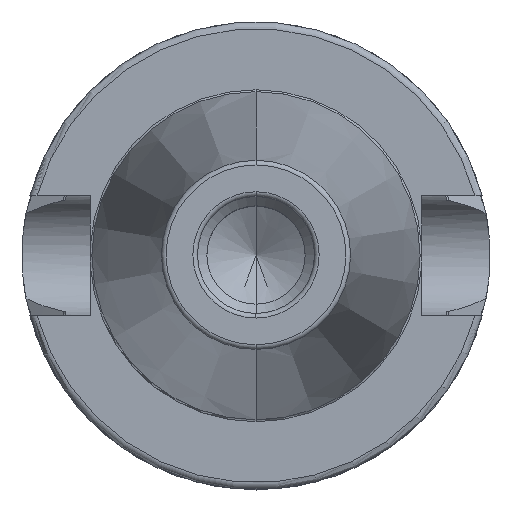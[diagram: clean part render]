
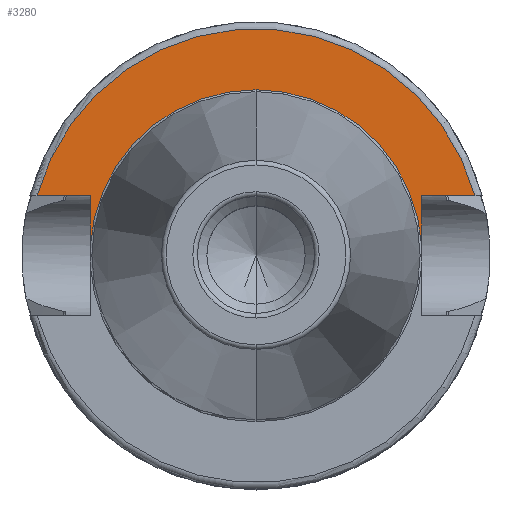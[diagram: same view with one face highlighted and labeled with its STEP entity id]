
A CAD part, top view. The second image highlights one B-rep face of the part: STEP entity #3280.
In plain terms, the highlighted planar face has unit normal (0, 0, 1).
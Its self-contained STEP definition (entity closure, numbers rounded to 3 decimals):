
#284=CARTESIAN_POINT('',(0,0,35));
#285=DIRECTION('',(0,0,-1));
#286=DIRECTION('',(0,1,0));
#287=AXIS2_PLACEMENT_3D('',#284,#285,#286);
#604=DIRECTION('',(1,0,0));
#605=VECTOR('',#604,11.367);
#606=CARTESIAN_POINT('',(-46.767,12.85,35));
#607=LINE('',#606,#605);
#608=DIRECTION('',(-1,0,0));
#609=VECTOR('',#608,11.367);
#610=CARTESIAN_POINT('',(46.767,12.85,35));
#611=LINE('',#610,#609);
#612=DIRECTION('',(0,-1,0));
#613=VECTOR('',#612,10.609);
#614=CARTESIAN_POINT('',(35.4,12.85,35));
#615=LINE('',#614,#613);
#616=DIRECTION('',(0,1,0));
#617=VECTOR('',#616,10.609);
#618=CARTESIAN_POINT('',(-35.4,2.241,35));
#619=LINE('',#618,#617);
#626=CARTESIAN_POINT('',(0,0,35));
#627=DIRECTION('',(0,0,1));
#628=DIRECTION('',(0,1,0));
#629=AXIS2_PLACEMENT_3D('',#626,#627,#628);
#697=CARTESIAN_POINT('',(0,0,35));
#698=DIRECTION('',(0,0,1));
#699=DIRECTION('',(0.964,0.265,0));
#700=AXIS2_PLACEMENT_3D('',#697,#698,#699);
#2207=CARTESIAN_POINT('',(-46.767,12.85,35));
#2208=CARTESIAN_POINT('',(-35.4,12.85,35));
#2209=VERTEX_POINT('',#2207);
#2210=VERTEX_POINT('',#2208);
#2211=CARTESIAN_POINT('',(35.4,12.85,35));
#2212=CARTESIAN_POINT('',(35.4,2.241,35));
#2213=VERTEX_POINT('',#2211);
#2214=VERTEX_POINT('',#2212);
#2219=CARTESIAN_POINT('',(46.767,12.85,35));
#2220=VERTEX_POINT('',#2219);
#2265=CARTESIAN_POINT('',(0,35.471,35));
#2267=VERTEX_POINT('',#2265);
#2277=CARTESIAN_POINT('',(-35.4,2.241,35));
#2278=VERTEX_POINT('',#2277);
#3263=CARTESIAN_POINT('',(0,0,35));
#3264=DIRECTION('',(0,0,-1));
#3265=DIRECTION('',(0,-1,0));
#3266=AXIS2_PLACEMENT_3D('',#3263,#3264,#3265);
#3267=PLANE('',#3266);
#3268=ORIENTED_EDGE('',*,*,#3192,.F.);
#3270=ORIENTED_EDGE('',*,*,#3269,.F.);
#3272=ORIENTED_EDGE('',*,*,#3271,.T.);
#3273=ORIENTED_EDGE('',*,*,#2966,.T.);
#3274=ORIENTED_EDGE('',*,*,#2949,.F.);
#3276=ORIENTED_EDGE('',*,*,#3275,.T.);
#3277=ORIENTED_EDGE('',*,*,#3166,.T.);
#3278=EDGE_LOOP('',(#3268,#3270,#3272,#3273,#3274,#3276,#3277));
#3279=FACE_OUTER_BOUND('',#3278,.F.);
#3280=ADVANCED_FACE('',(#3279),#3267,.F.);
#288=CIRCLE('',#287,35.471);
#630=CIRCLE('',#629,35.471);
#701=CIRCLE('',#700,48.5);
#2949=EDGE_CURVE('',#2267,#2214,#288,.T.);
#2966=EDGE_CURVE('',#2213,#2214,#615,.T.);
#3166=EDGE_CURVE('',#2278,#2210,#619,.T.);
#3192=EDGE_CURVE('',#2209,#2210,#607,.T.);
#3269=EDGE_CURVE('',#2220,#2209,#701,.T.);
#3271=EDGE_CURVE('',#2220,#2213,#611,.T.);
#3275=EDGE_CURVE('',#2267,#2278,#630,.T.);
